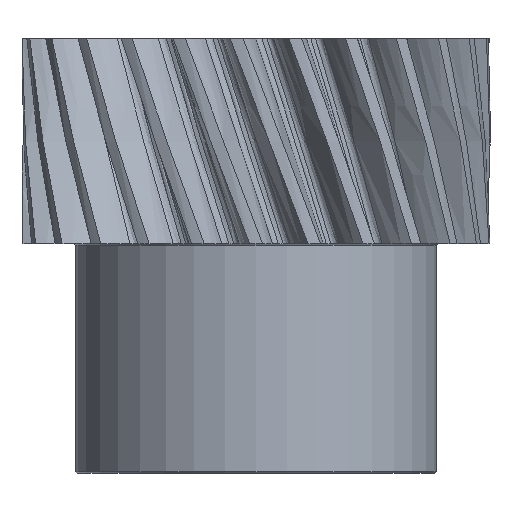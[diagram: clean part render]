
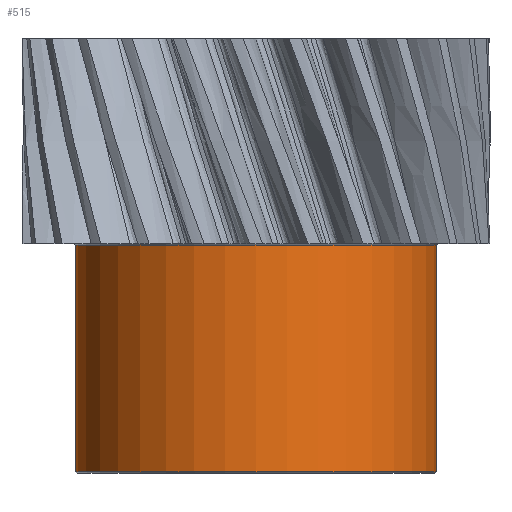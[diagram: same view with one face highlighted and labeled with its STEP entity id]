
A CAD part, front view. The second image highlights one B-rep face of the part: STEP entity #515.
In plain terms, the highlighted cylindrical face has radius 22 mm (diameter 44 mm), a partial arc.
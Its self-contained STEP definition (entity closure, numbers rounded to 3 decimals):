
#515=ADVANCED_FACE('NONE',(#1032),#1033,.T.);
#1032=FACE_OUTER_BOUND('',#10547,.T.);
#1033=CYLINDRICAL_SURFACE('',#10548,22.0);
#10547=EDGE_LOOP('',(#11786,#11787,#11788,#11789));
#10548=AXIS2_PLACEMENT_3D('',#11790,#11791,#11792);
#11786=ORIENTED_EDGE('',*,*,#11871,.F.);
#11787=ORIENTED_EDGE('',*,*,#12486,.T.);
#11788=ORIENTED_EDGE('',*,*,#11873,.T.);
#11789=ORIENTED_EDGE('',*,*,#11850,.T.);
#11790=CARTESIAN_POINT('',(0.0,0.0,-28.0));
#11791=DIRECTION('',(0.0,0.0,-1.0));
#11792=DIRECTION('',(1.0,0.0,0.0));
#11850=EDGE_CURVE('NONE',#12513,#12511,#12514,.T.);
#11871=EDGE_CURVE('NONE',#12538,#12511,#12547,.T.);
#11873=EDGE_CURVE('NONE',#12540,#12513,#12549,.T.);
#12486=EDGE_CURVE('NONE',#12538,#12540,#13464,.T.);
#12511=VERTEX_POINT('NONE',#13516);
#12513=VERTEX_POINT('NONE',#13518);
#12514=CIRCLE('',#13519,22.0);
#12538=VERTEX_POINT('NONE',#13547);
#12540=VERTEX_POINT('NONE',#13550);
#12547=LINE('',#13560,#13561);
#12549=LINE('',#13563,#13564);
#13464=CIRCLE('',#16958,22.0);
#13516=CARTESIAN_POINT('',(-22.0,0.,-0.2));
#13518=CARTESIAN_POINT('',(22.0,0.0,-0.2));
#13519=AXIS2_PLACEMENT_3D('',#16980,#16981,#16982);
#13547=CARTESIAN_POINT('',(-22.0,0.,-27.8));
#13550=CARTESIAN_POINT('',(22.0,0.0,-27.8));
#13560=CARTESIAN_POINT('',(-22.0,0.,-28.0));
#13561=VECTOR('',#17012,1000.0);
#13563=CARTESIAN_POINT('',(22.0,0.0,-28.0));
#13564=VECTOR('',#17016,1000.0);
#16958=AXIS2_PLACEMENT_3D('',#17400,#17401,#17402);
#16980=CARTESIAN_POINT('',(0.0,0.0,-0.2));
#16981=DIRECTION('',(0.0,0.0,-1.0));
#16982=DIRECTION('',(1.0,0.0,0.0));
#17012=DIRECTION('',(0.0,0.0,1.0));
#17016=DIRECTION('',(0.0,0.0,1.0));
#17400=CARTESIAN_POINT('',(0.0,0.0,-27.8));
#17401=DIRECTION('',(0.0,-0.0,1.0));
#17402=DIRECTION('',(1.0,0.0,0.0));
